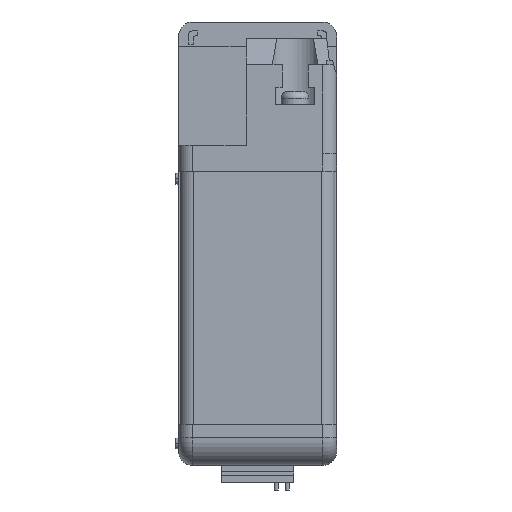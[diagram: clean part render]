
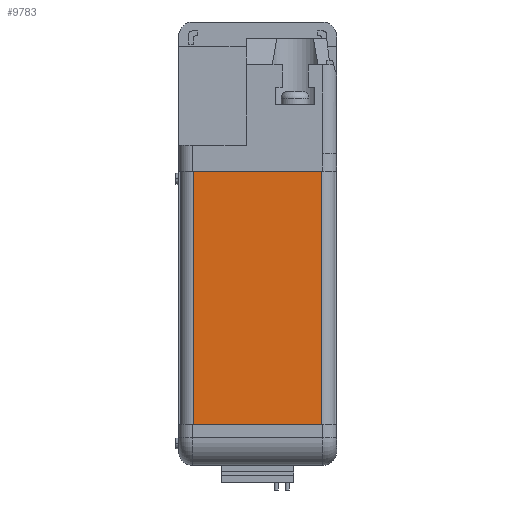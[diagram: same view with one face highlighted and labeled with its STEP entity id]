
A CAD part, front view. The second image highlights one B-rep face of the part: STEP entity #9783.
In plain terms, the highlighted planar face has unit normal (0, -1, 0).
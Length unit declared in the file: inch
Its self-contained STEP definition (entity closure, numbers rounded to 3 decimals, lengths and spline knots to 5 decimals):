
#2778 = EDGE_LOOP ( 'NONE', ( #3461, #20584, #3178, #23802 ) ) ;
#3021 = DIRECTION ( 'NONE',  ( -1., 0., 0. ) ) ;
#3178 = ORIENTED_EDGE ( 'NONE', *, *, #38944, .T. ) ;
#3246 = EDGE_CURVE ( 'NONE', #36454, #22514, #30272, .T. ) ;
#3461 = ORIENTED_EDGE ( 'NONE', *, *, #3246, .F. ) ;
#3540 = CARTESIAN_POINT ( 'NONE',  ( 0.5775, -2.9375, 0.655 ) ) ;
#3937 = VERTEX_POINT ( 'NONE', #13518 ) ;
#4215 = VERTEX_POINT ( 'NONE', #26898 ) ;
#4249 = LINE ( 'NONE', #39269, #19397 ) ;
#6234 = DIRECTION ( 'NONE',  ( 0., 0., -1. ) ) ;
#6601 = DIRECTION ( 'NONE',  ( 0., 0., -1. ) ) ;
#9475 = PLANE ( 'NONE',  #38649 ) ;
#9783 = ADVANCED_FACE ( 'NONE', ( #18391 ), #9475, .T. ) ;
#10247 = DIRECTION ( 'NONE',  ( 0., 0., -1. ) ) ;
#10726 = CARTESIAN_POINT ( 'NONE',  ( 0.5775, -2.9375, -1.63 ) ) ;
#12740 = VECTOR ( 'NONE', #6234, 39.37008 ) ;
#13518 = CARTESIAN_POINT ( 'NONE',  ( 0.5775, -2.9375, 0.655 ) ) ;
#15595 = VECTOR ( 'NONE', #10247, 39.37008 ) ;
#17432 = VECTOR ( 'NONE', #19263, 39.37008 ) ;
#18391 = FACE_OUTER_BOUND ( 'NONE', #2778, .T. ) ;
#19263 = DIRECTION ( 'NONE',  ( -1., 0., 0. ) ) ;
#19397 = VECTOR ( 'NONE', #3021, 39.37008 ) ;
#20584 = ORIENTED_EDGE ( 'NONE', *, *, #33354, .F. ) ;
#22514 = VERTEX_POINT ( 'NONE', #28771 ) ;
#23643 = LINE ( 'NONE', #31421, #15595 ) ;
#23802 = ORIENTED_EDGE ( 'NONE', *, *, #31770, .T. ) ;
#24325 = CARTESIAN_POINT ( 'NONE',  ( 0.5775, -2.9375, 0.655 ) ) ;
#24705 = DIRECTION ( 'NONE',  ( 0., -1., 0. ) ) ;
#26898 = CARTESIAN_POINT ( 'NONE',  ( -0.5775, -2.9375, 0.655 ) ) ;
#28409 = CARTESIAN_POINT ( 'NONE',  ( 0.5775, -2.9375, -1.63 ) ) ;
#28771 = CARTESIAN_POINT ( 'NONE',  ( -0.5775, -2.9375, -1.63 ) ) ;
#30272 = LINE ( 'NONE', #28409, #17432 ) ;
#31421 = CARTESIAN_POINT ( 'NONE',  ( -0.5775, -2.9375, 0.655 ) ) ;
#31770 = EDGE_CURVE ( 'NONE', #4215, #22514, #23643, .T. ) ;
#33354 = EDGE_CURVE ( 'NONE', #3937, #36454, #35959, .T. ) ;
#35959 = LINE ( 'NONE', #24325, #12740 ) ;
#36454 = VERTEX_POINT ( 'NONE', #10726 ) ;
#38649 = AXIS2_PLACEMENT_3D ( 'NONE', #3540, #24705, #6601 ) ;
#38944 = EDGE_CURVE ( 'NONE', #3937, #4215, #4249, .T. ) ;
#39269 = CARTESIAN_POINT ( 'NONE',  ( 0.5775, -2.9375, 0.655 ) ) ;
